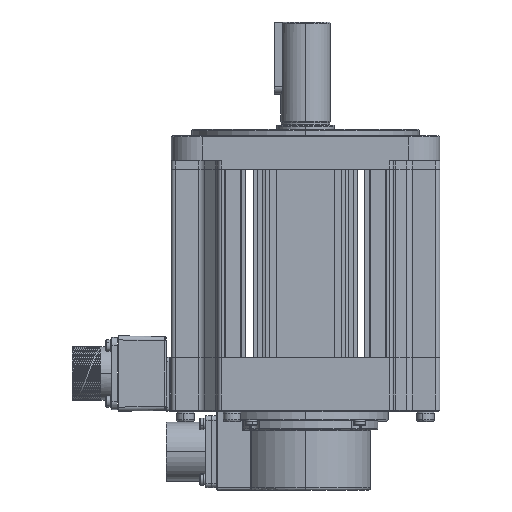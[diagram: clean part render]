
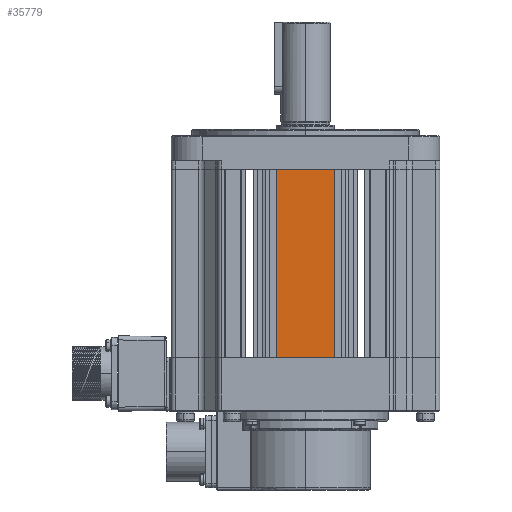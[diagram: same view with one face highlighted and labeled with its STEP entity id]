
A CAD part, left-side view. The second image highlights one B-rep face of the part: STEP entity #35779.
In plain terms, the highlighted planar face has unit normal (-1, 0, 0).
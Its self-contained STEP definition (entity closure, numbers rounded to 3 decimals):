
#429 = LINE ( 'NONE', #4875, #15753 ) ;
#3598 = CARTESIAN_POINT ( 'NONE',  ( -65.758, -16.465, 63.8 ) ) ;
#4136 = VERTEX_POINT ( 'NONE', #3598 ) ;
#4875 = CARTESIAN_POINT ( 'NONE',  ( -65.758, 11.535, 124.8 ) ) ;
#5637 = EDGE_LOOP ( 'NONE', ( #28101, #29435, #29736, #30830 ) ) ;
#8975 = CARTESIAN_POINT ( 'NONE',  ( -65.758, 11.535, 154.8 ) ) ;
#9195 = LINE ( 'NONE', #26833, #39251 ) ;
#10144 = VECTOR ( 'NONE', #20533, 1000. ) ;
#11094 = LINE ( 'NONE', #26440, #10144 ) ;
#12248 = VERTEX_POINT ( 'NONE', #24805 ) ;
#14155 = VERTEX_POINT ( 'NONE', #29897 ) ;
#15753 = VECTOR ( 'NONE', #17062, 1000. ) ;
#16004 = DIRECTION ( 'NONE',  ( 1., 0., 0. ) ) ;
#17062 = DIRECTION ( 'NONE',  ( 0., 0., 1. ) ) ;
#18030 = EDGE_CURVE ( 'NONE', #14155, #4136, #11094, .T. ) ;
#18092 = EDGE_CURVE ( 'NONE', #12248, #4136, #9195, .T. ) ;
#18739 = CARTESIAN_POINT ( 'NONE',  ( -65.758, 62.535, 124.8 ) ) ;
#20070 = FACE_OUTER_BOUND ( 'NONE', #5637, .T. ) ;
#20533 = DIRECTION ( 'NONE',  ( 0., -1., 0. ) ) ;
#24805 = CARTESIAN_POINT ( 'NONE',  ( -65.758, -16.465, 154.8 ) ) ;
#26440 = CARTESIAN_POINT ( 'NONE',  ( -65.758, 62.535, 63.8 ) ) ;
#26833 = CARTESIAN_POINT ( 'NONE',  ( -65.758, -16.465, 124.8 ) ) ;
#26915 = DIRECTION ( 'NONE',  ( 0., -1., 0. ) ) ;
#28101 = ORIENTED_EDGE ( 'NONE', *, *, #18030, .T. ) ;
#28329 = CARTESIAN_POINT ( 'NONE',  ( -65.758, 11.535, 154.8 ) ) ;
#28959 = VECTOR ( 'NONE', #26915, 1000. ) ;
#29435 = ORIENTED_EDGE ( 'NONE', *, *, #18092, .F. ) ;
#29736 = ORIENTED_EDGE ( 'NONE', *, *, #36186, .F. ) ;
#29897 = CARTESIAN_POINT ( 'NONE',  ( -65.758, 11.535, 63.8 ) ) ;
#29910 = LINE ( 'NONE', #8975, #28959 ) ;
#30501 = VERTEX_POINT ( 'NONE', #28329 ) ;
#30830 = ORIENTED_EDGE ( 'NONE', *, *, #37607, .F. ) ;
#33007 = DIRECTION ( 'NONE',  ( 0., 0., -1. ) ) ;
#33841 = PLANE ( 'NONE',  #38905 ) ;
#35779 = ADVANCED_FACE ( 'NONE', ( #20070 ), #33841, .F. ) ;
#36186 = EDGE_CURVE ( 'NONE', #30501, #12248, #29910, .T. ) ;
#37029 = DIRECTION ( 'NONE',  ( 0., 0., -1. ) ) ;
#37607 = EDGE_CURVE ( 'NONE', #14155, #30501, #429, .T. ) ;
#38905 = AXIS2_PLACEMENT_3D ( 'NONE', #18739, #16004, #37029 ) ;
#39251 = VECTOR ( 'NONE', #33007, 1000. ) ;
